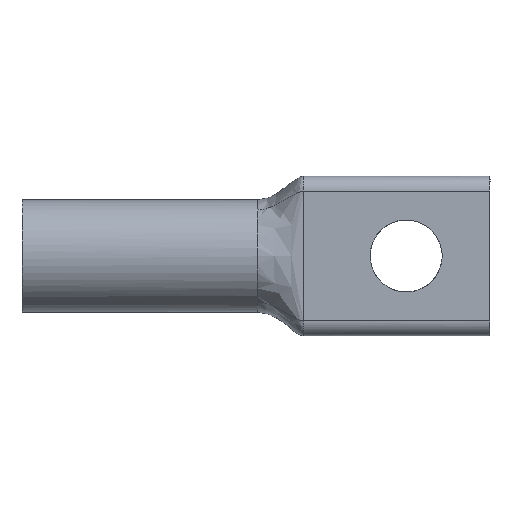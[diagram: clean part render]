
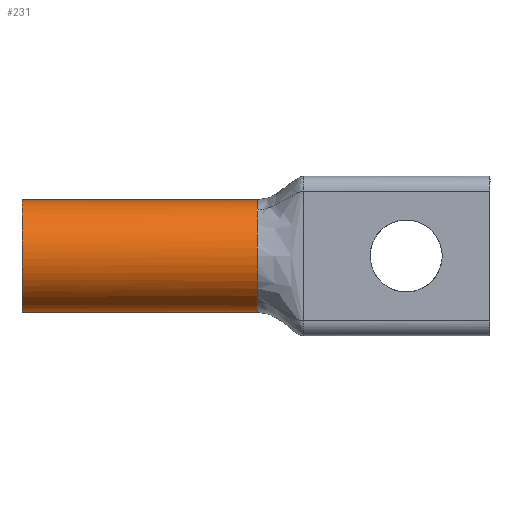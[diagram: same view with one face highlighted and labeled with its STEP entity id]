
A CAD part, front view. The second image highlights one B-rep face of the part: STEP entity #231.
In plain terms, the highlighted cylindrical face has radius 5.271 mm (diameter 10.541 mm), a partial arc.
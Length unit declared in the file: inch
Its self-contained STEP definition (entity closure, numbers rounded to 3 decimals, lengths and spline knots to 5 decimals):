
#49 = VERTEX_POINT ( 'NONE', #522 ) ;
#59 = ORIENTED_EDGE ( 'NONE', *, *, #1851, .T. ) ;
#63 = EDGE_CURVE ( 'NONE', #1773, #49, #730, .T. ) ;
#67 = CARTESIAN_POINT ( 'NONE',  ( 0., 0., -0.02716 ) ) ;
#72 = CARTESIAN_POINT ( 'NONE',  ( 0.87, 0.14005, 0.19711 ) ) ;
#77 = CARTESIAN_POINT ( 'NONE',  ( 0., 0.07998, -0.16593 ) ) ;
#112 = CARTESIAN_POINT ( 'NONE',  ( -0.59456, 0.2075, -0.2075 ) ) ;
#152 = CARTESIAN_POINT ( 'NONE',  ( 0.87, 0.2075, -0.2075 ) ) ;
#181 = B_SPLINE_CURVE_WITH_KNOTS ( 'NONE', 3,
 ( #1631, #427, #1258, #72, #1644, #926, #1958 ),
 .UNSPECIFIED., .F., .F.,
 ( 4, 1, 1, 1, 4 ),
 ( 0., 0.25, 0.5, 0.75, 1. ),
 .UNSPECIFIED. ) ;
#222 = CARTESIAN_POINT ( 'NONE',  ( 0., 0.07998, 0.16593 ) ) ;
#231 = ADVANCED_FACE ( 'NONE', ( #1690 ), #451, .T. ) ;
#235 = CARTESIAN_POINT ( 'NONE',  ( 0., 0.04157, 0.12752 ) ) ;
#259 = CARTESIAN_POINT ( 'NONE',  ( 0., 0.0054, -0.05431 ) ) ;
#410 = CARTESIAN_POINT ( 'NONE',  ( 0., 0.15319, -0.2021 ) ) ;
#427 = CARTESIAN_POINT ( 'NONE',  ( 0.87, 0.19583, 0.2075 ) ) ;
#451 = CYLINDRICAL_SURFACE ( 'NONE', #1816, 0.2075 ) ;
#464 = EDGE_CURVE ( 'NONE', #1773, #764, #664, .T. ) ;
#472 = CARTESIAN_POINT ( 'NONE',  ( 0.87, 0.2075, 0.2075 ) ) ;
#522 = CARTESIAN_POINT ( 'NONE',  ( 0.87, 0.08848, -0.16997 ) ) ;
#523 = CARTESIAN_POINT ( 'NONE',  ( 0.87, 0.06129, -0.15093 ) ) ;
#604 = CARTESIAN_POINT ( 'NONE',  ( 0., 0., 0.02716 ) ) ;
#664 = LINE ( 'NONE', #112, #907 ) ;
#730 = B_SPLINE_CURVE_WITH_KNOTS ( 'NONE', 3,
 ( #152, #1034, #1044, #2082, #1200, #1900 ),
 .UNSPECIFIED., .F., .F.,
 ( 4, 2, 4 ),
 ( 0., 0.5, 1. ),
 .UNSPECIFIED. ) ;
#764 = VERTEX_POINT ( 'NONE', #1523 ) ;
#789 = CARTESIAN_POINT ( 'NONE',  ( 0., 0.103, 0.18131 ) ) ;
#818 = DIRECTION ( 'NONE',  ( 0., 0., 1. ) ) ;
#857 = CARTESIAN_POINT ( 'NONE',  ( 0.87, 0.03877, 0.12526 ) ) ;
#876 = LINE ( 'NONE', #1719, #2102 ) ;
#881 = CARTESIAN_POINT ( 'NONE',  ( 0.87, 0.06129, 0.15093 ) ) ;
#907 = VECTOR ( 'NONE', #1159, 39.37008 ) ;
#926 = CARTESIAN_POINT ( 'NONE',  ( 0.87, 0.09575, 0.17507 ) ) ;
#930 = CARTESIAN_POINT ( 'NONE',  ( 0., 0.02619, 0.1045 ) ) ;
#938 = EDGE_CURVE ( 'NONE', #1903, #980, #181, .T. ) ;
#980 = VERTEX_POINT ( 'NONE', #1766 ) ;
#996 = B_SPLINE_CURVE_WITH_KNOTS ( 'NONE', 3,
 ( #2083, #523, #1726, #1588, #1075, #1054, #1748, #857, #881, #1235 ),
 .UNSPECIFIED., .F., .F.,
 ( 4, 2, 2, 2, 4 ),
 ( 0., 0.25, 0.5, 0.75, 1. ),
 .UNSPECIFIED. ) ;
#1034 = CARTESIAN_POINT ( 'NONE',  ( 0.87, 0.18637, -0.2075 ) ) ;
#1044 = CARTESIAN_POINT ( 'NONE',  ( 0.87, 0.16525, -0.20425 ) ) ;
#1054 = CARTESIAN_POINT ( 'NONE',  ( 0.87, 0., 0.0332 ) ) ;
#1075 = CARTESIAN_POINT ( 'NONE',  ( 0.87, 0., -0.0332 ) ) ;
#1098 = CARTESIAN_POINT ( 'NONE',  ( 0., 0.103, -0.18131 ) ) ;
#1110 = CARTESIAN_POINT ( 'NONE',  ( 0., 0.2075, -0.2075 ) ) ;
#1157 = EDGE_LOOP ( 'NONE', ( #1707, #1782, #1340, #1988, #1273, #59 ) ) ;
#1159 = DIRECTION ( 'NONE',  ( -1., 0., 0. ) ) ;
#1163 = DIRECTION ( 'NONE',  ( -1., 0., 0. ) ) ;
#1200 = CARTESIAN_POINT ( 'NONE',  ( 0.87, 0.10579, -0.18209 ) ) ;
#1235 = CARTESIAN_POINT ( 'NONE',  ( 0.87, 0.08848, 0.16997 ) ) ;
#1258 = CARTESIAN_POINT ( 'NONE',  ( 0.87, 0.17249, 0.20549 ) ) ;
#1263 = CARTESIAN_POINT ( 'NONE',  ( 0., 0.04157, -0.12752 ) ) ;
#1273 = ORIENTED_EDGE ( 'NONE', *, *, #1444, .T. ) ;
#1340 = ORIENTED_EDGE ( 'NONE', *, *, #2049, .T. ) ;
#1443 = CARTESIAN_POINT ( 'NONE',  ( 0., 0.02619, -0.1045 ) ) ;
#1444 = EDGE_CURVE ( 'NONE', #1903, #1469, #876, .T. ) ;
#1469 = VERTEX_POINT ( 'NONE', #2215 ) ;
#1523 = CARTESIAN_POINT ( 'NONE',  ( 0., 0.2075, -0.2075 ) ) ;
#1588 = CARTESIAN_POINT ( 'NONE',  ( 0.87, 0.00812, -0.06637 ) ) ;
#1605 = CARTESIAN_POINT ( 'NONE',  ( 0.87, 0.2075, -0.2075 ) ) ;
#1626 = CARTESIAN_POINT ( 'NONE',  ( 0., 0.18034, 0.2075 ) ) ;
#1631 = CARTESIAN_POINT ( 'NONE',  ( 0.87, 0.2075, 0.2075 ) ) ;
#1644 = CARTESIAN_POINT ( 'NONE',  ( 0.87, 0.11169, 0.18484 ) ) ;
#1690 = FACE_OUTER_BOUND ( 'NONE', #1157, .T. ) ;
#1707 = ORIENTED_EDGE ( 'NONE', *, *, #464, .F. ) ;
#1719 = CARTESIAN_POINT ( 'NONE',  ( -0.59456, 0.2075, 0.2075 ) ) ;
#1726 = CARTESIAN_POINT ( 'NONE',  ( 0.87, 0.03877, -0.12526 ) ) ;
#1748 = CARTESIAN_POINT ( 'NONE',  ( 0.87, 0.00812, 0.06637 ) ) ;
#1766 = CARTESIAN_POINT ( 'NONE',  ( 0.87, 0.08848, 0.16997 ) ) ;
#1773 = VERTEX_POINT ( 'NONE', #1605 ) ;
#1782 = ORIENTED_EDGE ( 'NONE', *, *, #63, .T. ) ;
#1795 = CARTESIAN_POINT ( 'NONE',  ( 0., 0.18034, -0.2075 ) ) ;
#1805 = CARTESIAN_POINT ( 'NONE',  ( 0., 0.15319, 0.2021 ) ) ;
#1816 = AXIS2_PLACEMENT_3D ( 'NONE', #1850, #1163, #818 ) ;
#1818 = CARTESIAN_POINT ( 'NONE',  ( 0., 0.2075, 0.2075 ) ) ;
#1850 = CARTESIAN_POINT ( 'NONE',  ( -0.59456, 0.2075, 0. ) ) ;
#1851 = EDGE_CURVE ( 'NONE', #1469, #764, #2184, .T. ) ;
#1900 = CARTESIAN_POINT ( 'NONE',  ( 0.87, 0.08848, -0.16997 ) ) ;
#1903 = VERTEX_POINT ( 'NONE', #472 ) ;
#1958 = CARTESIAN_POINT ( 'NONE',  ( 0.87, 0.08848, 0.16997 ) ) ;
#1988 = ORIENTED_EDGE ( 'NONE', *, *, #938, .F. ) ;
#2045 = DIRECTION ( 'NONE',  ( -1., 0., 0. ) ) ;
#2049 = EDGE_CURVE ( 'NONE', #49, #980, #996, .T. ) ;
#2082 = CARTESIAN_POINT ( 'NONE',  ( 0.87, 0.12496, -0.19154 ) ) ;
#2083 = CARTESIAN_POINT ( 'NONE',  ( 0.87, 0.08848, -0.16997 ) ) ;
#2102 = VECTOR ( 'NONE', #2045, 39.37008 ) ;
#2120 = CARTESIAN_POINT ( 'NONE',  ( 0., 0.0054, 0.05431 ) ) ;
#2184 = B_SPLINE_CURVE_WITH_KNOTS ( 'NONE', 3,
 ( #1818, #1626, #1805, #789, #222, #235, #930, #2120, #604, #67, #259, #1443, #1263, #77, #1098, #410, #1795, #1110 ),
 .UNSPECIFIED., .F., .F.,
 ( 4, 2, 2, 2, 2, 2, 2, 2, 4 ),
 ( 0., 0.125, 0.25, 0.375, 0.5, 0.625, 0.75, 0.875, 1. ),
 .UNSPECIFIED. ) ;
#2215 = CARTESIAN_POINT ( 'NONE',  ( 0., 0.2075, 0.2075 ) ) ;
